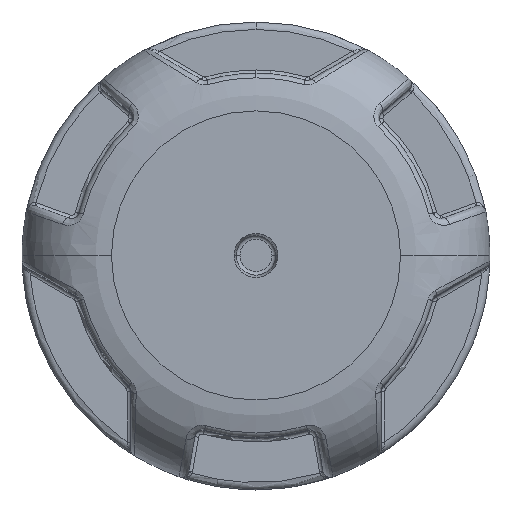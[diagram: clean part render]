
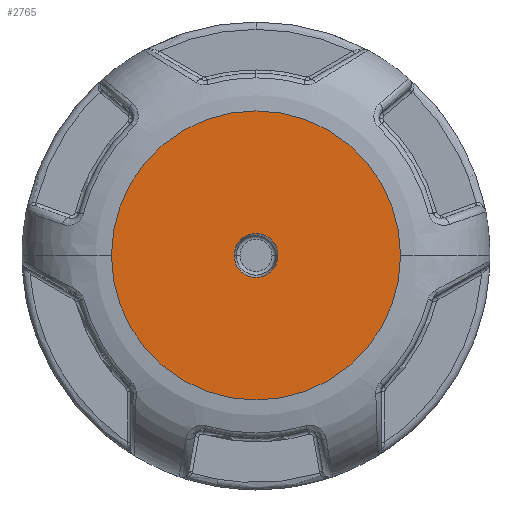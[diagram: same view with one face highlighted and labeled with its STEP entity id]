
A CAD part, top view. The second image highlights one B-rep face of the part: STEP entity #2765.
In plain terms, the highlighted planar face has unit normal (0, 0, 1).
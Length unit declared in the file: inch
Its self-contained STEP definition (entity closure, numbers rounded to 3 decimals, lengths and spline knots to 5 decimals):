
#44 = VERTEX_POINT ( 'NONE', #4582 ) ;
#211 = PLANE ( 'NONE',  #4219 ) ;
#384 = CARTESIAN_POINT ( 'NONE',  ( 0., 0., 0.38385 ) ) ;
#437 = AXIS2_PLACEMENT_3D ( 'NONE', #7764, #8653, #1372 ) ;
#658 = FACE_BOUND ( 'NONE', #3670, .T. ) ;
#712 = VERTEX_POINT ( 'NONE', #10783 ) ;
#1121 = ORIENTED_EDGE ( 'NONE', *, *, #2873, .F. ) ;
#1372 = DIRECTION ( 'NONE',  ( 1., 0., 0. ) ) ;
#1704 = EDGE_CURVE ( 'NONE', #712, #11126, #8439, .T. ) ;
#1874 = EDGE_CURVE ( 'NONE', #2955, #44, #10015, .T. ) ;
#2033 = EDGE_CURVE ( 'NONE', #44, #2955, #4378, .T. ) ;
#2068 = ORIENTED_EDGE ( 'NONE', *, *, #1874, .F. ) ;
#2225 = DIRECTION ( 'NONE',  ( 0., 0., 1. ) ) ;
#2244 = FACE_OUTER_BOUND ( 'NONE', #10406, .T. ) ;
#2765 = ADVANCED_FACE ( 'NONE', ( #2244, #658 ), #211, .T. ) ;
#2873 = EDGE_CURVE ( 'NONE', #11126, #712, #7472, .T. ) ;
#2955 = VERTEX_POINT ( 'NONE', #5201 ) ;
#2989 = DIRECTION ( 'NONE',  ( 1., 0., 0. ) ) ;
#3576 = DIRECTION ( 'NONE',  ( 0., 0., -1. ) ) ;
#3670 = EDGE_LOOP ( 'NONE', ( #1121, #7853 ) ) ;
#4219 = AXIS2_PLACEMENT_3D ( 'NONE', #384, #6810, #2989 ) ;
#4378 = CIRCLE ( 'NONE', #10719, 0.38188 ) ;
#4492 = CARTESIAN_POINT ( 'NONE',  ( 0., 0., 0.38385 ) ) ;
#4541 = AXIS2_PLACEMENT_3D ( 'NONE', #4492, #3576, #5447 ) ;
#4582 = CARTESIAN_POINT ( 'NONE',  ( 0.38188, 0., 0.38385 ) ) ;
#4864 = CARTESIAN_POINT ( 'NONE',  ( 0., 0., 0.38385 ) ) ;
#5154 = DIRECTION ( 'NONE',  ( -1., 0., 0. ) ) ;
#5201 = CARTESIAN_POINT ( 'NONE',  ( -0.38188, 0., 0.38385 ) ) ;
#5447 = DIRECTION ( 'NONE',  ( -1., 0., 0. ) ) ;
#5842 = DIRECTION ( 'NONE',  ( 1., 0., 0. ) ) ;
#6763 = DIRECTION ( 'NONE',  ( 0., 0., -1. ) ) ;
#6810 = DIRECTION ( 'NONE',  ( 0., 0., 1. ) ) ;
#7472 = CIRCLE ( 'NONE', #8176, 0.05804 ) ;
#7764 = CARTESIAN_POINT ( 'NONE',  ( 0., 0., 0.38385 ) ) ;
#7820 = CARTESIAN_POINT ( 'NONE',  ( 0.05804, 0., 0.38385 ) ) ;
#7853 = ORIENTED_EDGE ( 'NONE', *, *, #1704, .F. ) ;
#8176 = AXIS2_PLACEMENT_3D ( 'NONE', #4864, #2225, #5842 ) ;
#8439 = CIRCLE ( 'NONE', #437, 0.05804 ) ;
#8653 = DIRECTION ( 'NONE',  ( 0., 0., 1. ) ) ;
#8980 = ORIENTED_EDGE ( 'NONE', *, *, #2033, .F. ) ;
#10015 = CIRCLE ( 'NONE', #4541, 0.38188 ) ;
#10406 = EDGE_LOOP ( 'NONE', ( #8980, #2068 ) ) ;
#10719 = AXIS2_PLACEMENT_3D ( 'NONE', #11416, #6763, #5154 ) ;
#10783 = CARTESIAN_POINT ( 'NONE',  ( -0.05804, 0., 0.38385 ) ) ;
#11126 = VERTEX_POINT ( 'NONE', #7820 ) ;
#11416 = CARTESIAN_POINT ( 'NONE',  ( 0., 0., 0.38385 ) ) ;
